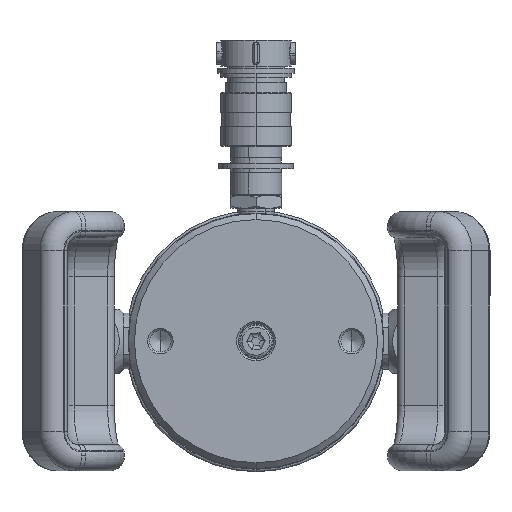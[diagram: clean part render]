
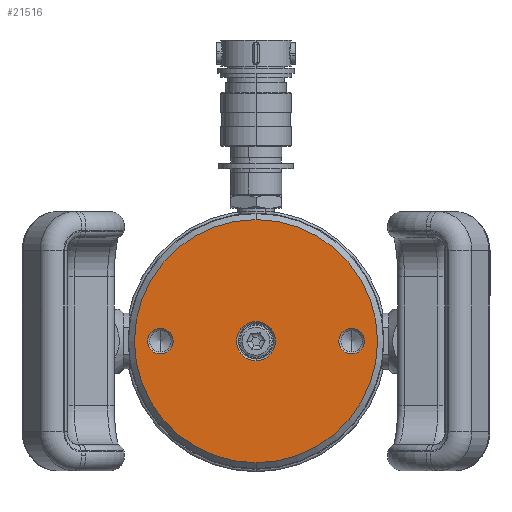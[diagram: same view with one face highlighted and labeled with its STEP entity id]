
A CAD part, front view. The second image highlights one B-rep face of the part: STEP entity #21516.
In plain terms, the highlighted planar face has unit normal (0, -1, 0).
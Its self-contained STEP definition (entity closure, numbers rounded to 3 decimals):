
#516 = FACE_BOUND ( 'NONE', #18182, .T. ) ;
#1732 = AXIS2_PLACEMENT_3D ( 'NONE', #2499, #21530, #40459 ) ;
#2499 = CARTESIAN_POINT ( 'NONE',  ( 0., 0., 0. ) ) ;
#3177 = AXIS2_PLACEMENT_3D ( 'NONE', #35416, #5296, #16852 ) ;
#3888 = CARTESIAN_POINT ( 'NONE',  ( 0., 0., 0. ) ) ;
#4531 = ORIENTED_EDGE ( 'NONE', *, *, #46768, .T. ) ;
#5296 = DIRECTION ( 'NONE',  ( 0., -1., 0. ) ) ;
#5557 = DIRECTION ( 'NONE',  ( 0., 1., 0. ) ) ;
#6446 = VERTEX_POINT ( 'NONE', #21917 ) ;
#6871 = AXIS2_PLACEMENT_3D ( 'NONE', #3888, #23253, #26418 ) ;
#8194 = EDGE_CURVE ( 'NONE', #33758, #41867, #47311, .T. ) ;
#9161 = DIRECTION ( 'NONE',  ( 0., -1., 0. ) ) ;
#9352 = CIRCLE ( 'NONE', #41409, 9.75 ) ;
#10981 = CIRCLE ( 'NONE', #6871, 60.5 ) ;
#11002 = AXIS2_PLACEMENT_3D ( 'NONE', #19579, #42509, #38974 ) ;
#11621 = CIRCLE ( 'NONE', #3177, 6.35 ) ;
#13297 = AXIS2_PLACEMENT_3D ( 'NONE', #39087, #9161, #20170 ) ;
#13505 = VERTEX_POINT ( 'NONE', #40754 ) ;
#13827 = EDGE_CURVE ( 'NONE', #13505, #31867, #9352, .T. ) ;
#14297 = ORIENTED_EDGE ( 'NONE', *, *, #47433, .T. ) ;
#15504 = FACE_BOUND ( 'NONE', #22990, .T. ) ;
#15684 = EDGE_CURVE ( 'NONE', #41867, #33758, #11621, .T. ) ;
#16852 = DIRECTION ( 'NONE',  ( 0., 0., -1. ) ) ;
#17564 = ORIENTED_EDGE ( 'NONE', *, *, #13827, .T. ) ;
#17863 = CIRCLE ( 'NONE', #1732, 60.5 ) ;
#18182 = EDGE_LOOP ( 'NONE', ( #41473, #43135 ) ) ;
#19579 = CARTESIAN_POINT ( 'NONE',  ( 47.6, 0., 0. ) ) ;
#19744 = CARTESIAN_POINT ( 'NONE',  ( 47.6, 0., 6.35 ) ) ;
#20170 = DIRECTION ( 'NONE',  ( 0., 0., -1. ) ) ;
#20815 = VERTEX_POINT ( 'NONE', #19744 ) ;
#21516 = ADVANCED_FACE ( 'NONE', ( #26207, #48230, #516, #15504 ), #29169, .F. ) ;
#21530 = DIRECTION ( 'NONE',  ( 0., -1., 0. ) ) ;
#21917 = CARTESIAN_POINT ( 'NONE',  ( 0., 0., -60.5 ) ) ;
#22990 = EDGE_LOOP ( 'NONE', ( #32790, #17564 ) ) ;
#23253 = DIRECTION ( 'NONE',  ( 0., -1., 0. ) ) ;
#23780 = CARTESIAN_POINT ( 'NONE',  ( 0., 0., 60.5 ) ) ;
#24125 = CIRCLE ( 'NONE', #37980, 9.75 ) ;
#25515 = DIRECTION ( 'NONE',  ( 1., 0., 0. ) ) ;
#26207 = FACE_OUTER_BOUND ( 'NONE', #29100, .T. ) ;
#26418 = DIRECTION ( 'NONE',  ( 0., 0., 1. ) ) ;
#27721 = CIRCLE ( 'NONE', #11002, 6.35 ) ;
#27860 = DIRECTION ( 'NONE',  ( 0., 0., -1. ) ) ;
#27885 = ORIENTED_EDGE ( 'NONE', *, *, #45356, .F. ) ;
#29100 = EDGE_LOOP ( 'NONE', ( #14297, #4531 ) ) ;
#29169 = PLANE ( 'NONE',  #29241 ) ;
#29241 = AXIS2_PLACEMENT_3D ( 'NONE', #48634, #36932, #25515 ) ;
#29755 = AXIS2_PLACEMENT_3D ( 'NONE', #31959, #39277, #27860 ) ;
#30766 = VERTEX_POINT ( 'NONE', #47362 ) ;
#31558 = CARTESIAN_POINT ( 'NONE',  ( 0., 0., 0. ) ) ;
#31867 = VERTEX_POINT ( 'NONE', #48420 ) ;
#31959 = CARTESIAN_POINT ( 'NONE',  ( -47.6, 0., 0. ) ) ;
#31992 = CIRCLE ( 'NONE', #13297, 6.35 ) ;
#32790 = ORIENTED_EDGE ( 'NONE', *, *, #34075, .T. ) ;
#33758 = VERTEX_POINT ( 'NONE', #34247 ) ;
#34075 = EDGE_CURVE ( 'NONE', #31867, #13505, #24125, .T. ) ;
#34247 = CARTESIAN_POINT ( 'NONE',  ( -47.6, 0., -6.35 ) ) ;
#35309 = EDGE_LOOP ( 'NONE', ( #27885, #49466 ) ) ;
#35416 = CARTESIAN_POINT ( 'NONE',  ( -47.6, 0., 0. ) ) ;
#35849 = DIRECTION ( 'NONE',  ( 0., 0., 1. ) ) ;
#36932 = DIRECTION ( 'NONE',  ( 0., 1., 0. ) ) ;
#37980 = AXIS2_PLACEMENT_3D ( 'NONE', #44904, #40542, #44391 ) ;
#38974 = DIRECTION ( 'NONE',  ( 0., 0., -1. ) ) ;
#39087 = CARTESIAN_POINT ( 'NONE',  ( 47.6, 0., 0. ) ) ;
#39277 = DIRECTION ( 'NONE',  ( 0., -1., 0. ) ) ;
#40459 = DIRECTION ( 'NONE',  ( 0., 0., 1. ) ) ;
#40542 = DIRECTION ( 'NONE',  ( 0., 1., 0. ) ) ;
#40670 = CARTESIAN_POINT ( 'NONE',  ( -47.6, 0., 6.35 ) ) ;
#40754 = CARTESIAN_POINT ( 'NONE',  ( 0., 0., 9.75 ) ) ;
#41409 = AXIS2_PLACEMENT_3D ( 'NONE', #31558, #5557, #35849 ) ;
#41473 = ORIENTED_EDGE ( 'NONE', *, *, #8194, .F. ) ;
#41772 = VERTEX_POINT ( 'NONE', #23780 ) ;
#41867 = VERTEX_POINT ( 'NONE', #40670 ) ;
#42509 = DIRECTION ( 'NONE',  ( 0., -1., 0. ) ) ;
#43135 = ORIENTED_EDGE ( 'NONE', *, *, #15684, .F. ) ;
#44391 = DIRECTION ( 'NONE',  ( 0., 0., 1. ) ) ;
#44904 = CARTESIAN_POINT ( 'NONE',  ( 0., 0., 0. ) ) ;
#45356 = EDGE_CURVE ( 'NONE', #30766, #20815, #27721, .T. ) ;
#46768 = EDGE_CURVE ( 'NONE', #6446, #41772, #10981, .T. ) ;
#47311 = CIRCLE ( 'NONE', #29755, 6.35 ) ;
#47362 = CARTESIAN_POINT ( 'NONE',  ( 47.6, 0., -6.35 ) ) ;
#47433 = EDGE_CURVE ( 'NONE', #41772, #6446, #17863, .T. ) ;
#48230 = FACE_BOUND ( 'NONE', #35309, .T. ) ;
#48420 = CARTESIAN_POINT ( 'NONE',  ( 0., 0., -9.75 ) ) ;
#48634 = CARTESIAN_POINT ( 'NONE',  ( -8.75, 0., 0. ) ) ;
#48965 = EDGE_CURVE ( 'NONE', #20815, #30766, #31992, .T. ) ;
#49466 = ORIENTED_EDGE ( 'NONE', *, *, #48965, .F. ) ;
